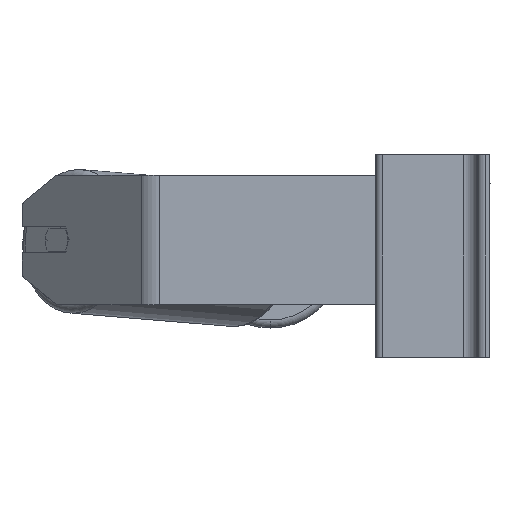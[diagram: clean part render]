
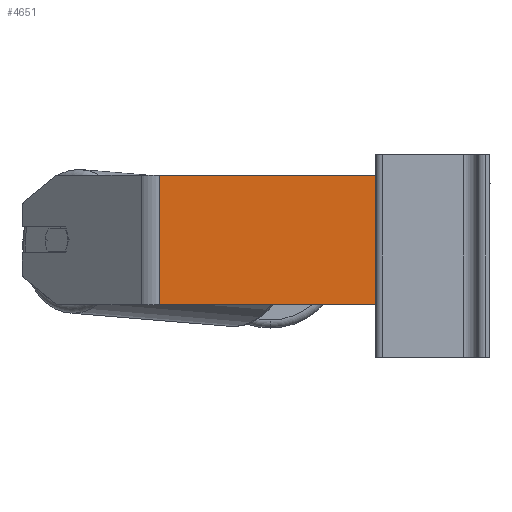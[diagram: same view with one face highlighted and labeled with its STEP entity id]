
A CAD part, left-side view. The second image highlights one B-rep face of the part: STEP entity #4651.
In plain terms, the highlighted planar face has unit normal (-1, 0, 0).
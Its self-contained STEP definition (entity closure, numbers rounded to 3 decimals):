
#443 = LINE ( 'NONE', #4690, #4533 ) ;
#641 = CARTESIAN_POINT ( 'NONE',  ( -288., 18., 50. ) ) ;
#782 = CARTESIAN_POINT ( 'NONE',  ( -288., 151.345, 50. ) ) ;
#860 = PLANE ( 'NONE',  #8625 ) ;
#890 = EDGE_CURVE ( 'NONE', #7873, #7904, #4016, .T. ) ;
#976 = VERTEX_POINT ( 'NONE', #782 ) ;
#1983 = EDGE_CURVE ( 'NONE', #3086, #7904, #3015, .T. ) ;
#2070 = DIRECTION ( 'NONE',  ( 0., -1., 0. ) ) ;
#2323 = EDGE_CURVE ( 'NONE', #976, #3086, #443, .T. ) ;
#2490 = ORIENTED_EDGE ( 'NONE', *, *, #890, .F. ) ;
#2703 = DIRECTION ( 'NONE',  ( 1., 0., 0. ) ) ;
#3015 = LINE ( 'NONE', #6362, #7156 ) ;
#3086 = VERTEX_POINT ( 'NONE', #8961 ) ;
#3431 = EDGE_CURVE ( 'NONE', #976, #7873, #10490, .T. ) ;
#4016 = LINE ( 'NONE', #641, #6122 ) ;
#4533 = VECTOR ( 'NONE', #8050, 1000. ) ;
#4651 = ADVANCED_FACE ( 'NONE', ( #10244 ), #860, .F. ) ;
#4690 = CARTESIAN_POINT ( 'NONE',  ( -288., 151.345, 50. ) ) ;
#5051 = ORIENTED_EDGE ( 'NONE', *, *, #1983, .T. ) ;
#5166 = DIRECTION ( 'NONE',  ( 0., 1., 0. ) ) ;
#5339 = ORIENTED_EDGE ( 'NONE', *, *, #2323, .T. ) ;
#5360 = EDGE_LOOP ( 'NONE', ( #5051, #2490, #8738, #5339 ) ) ;
#6122 = VECTOR ( 'NONE', #9389, 1000. ) ;
#6146 = VECTOR ( 'NONE', #2070, 1000. ) ;
#6362 = CARTESIAN_POINT ( 'NONE',  ( -288., 157.973, -30. ) ) ;
#6808 = CARTESIAN_POINT ( 'NONE',  ( -288., 18., -30. ) ) ;
#7156 = VECTOR ( 'NONE', #9677, 1000. ) ;
#7230 = CARTESIAN_POINT ( 'NONE',  ( -288., 157.973, 50. ) ) ;
#7873 = VERTEX_POINT ( 'NONE', #8511 ) ;
#7904 = VERTEX_POINT ( 'NONE', #6808 ) ;
#8050 = DIRECTION ( 'NONE',  ( 0., 0., -1. ) ) ;
#8511 = CARTESIAN_POINT ( 'NONE',  ( -288., 18., 50. ) ) ;
#8625 = AXIS2_PLACEMENT_3D ( 'NONE', #9355, #2703, #5166 ) ;
#8738 = ORIENTED_EDGE ( 'NONE', *, *, #3431, .F. ) ;
#8961 = CARTESIAN_POINT ( 'NONE',  ( -288., 151.345, -30. ) ) ;
#9355 = CARTESIAN_POINT ( 'NONE',  ( -288., 157.973, 50. ) ) ;
#9389 = DIRECTION ( 'NONE',  ( 0., 0., -1. ) ) ;
#9677 = DIRECTION ( 'NONE',  ( 0., -1., 0. ) ) ;
#10244 = FACE_OUTER_BOUND ( 'NONE', #5360, .T. ) ;
#10490 = LINE ( 'NONE', #7230, #6146 ) ;
